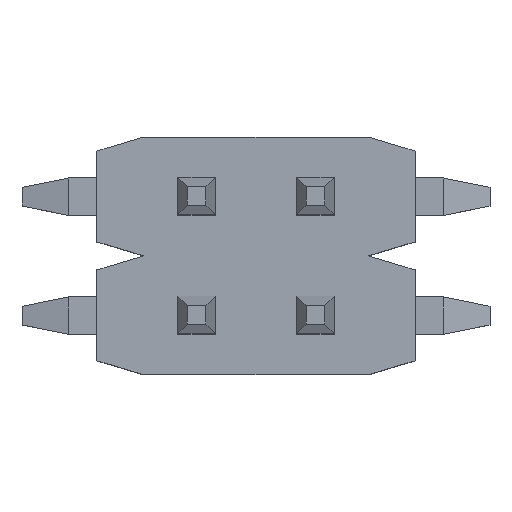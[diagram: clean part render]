
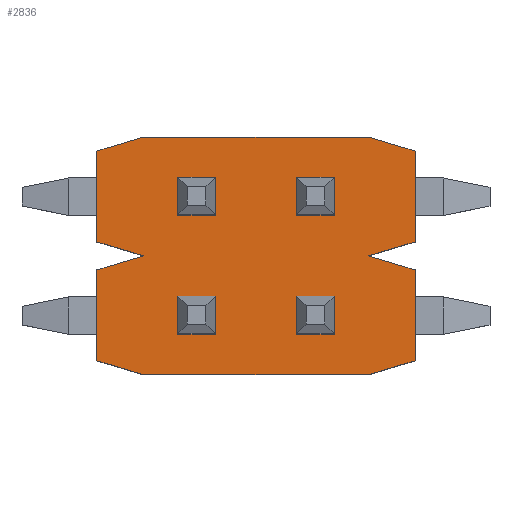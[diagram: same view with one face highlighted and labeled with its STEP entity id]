
A CAD part, top view. The second image highlights one B-rep face of the part: STEP entity #2836.
In plain terms, the highlighted planar face has unit normal (0, 0, 1).
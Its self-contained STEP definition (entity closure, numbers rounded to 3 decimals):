
#184=ORIENTED_EDGE('',*,*,#732,.T.);
#185=ORIENTED_EDGE('',*,*,#733,.T.);
#186=ORIENTED_EDGE('',*,*,#734,.T.);
#187=ORIENTED_EDGE('',*,*,#735,.T.);
#188=ORIENTED_EDGE('',*,*,#736,.T.);
#189=ORIENTED_EDGE('',*,*,#737,.T.);
#190=ORIENTED_EDGE('',*,*,#738,.T.);
#191=ORIENTED_EDGE('',*,*,#739,.T.);
#192=ORIENTED_EDGE('',*,*,#740,.T.);
#193=ORIENTED_EDGE('',*,*,#693,.T.);
#194=ORIENTED_EDGE('',*,*,#730,.T.);
#195=ORIENTED_EDGE('',*,*,#708,.T.);
#196=ORIENTED_EDGE('',*,*,#726,.F.);
#197=ORIENTED_EDGE('',*,*,#715,.T.);
#198=ORIENTED_EDGE('',*,*,#712,.T.);
#199=ORIENTED_EDGE('',*,*,#723,.F.);
#200=ORIENTED_EDGE('',*,*,#719,.T.);
#201=ORIENTED_EDGE('',*,*,#729,.F.);
#202=ORIENTED_EDGE('',*,*,#704,.T.);
#203=ORIENTED_EDGE('',*,*,#741,.T.);
#204=ORIENTED_EDGE('',*,*,#697,.T.);
#205=ORIENTED_EDGE('',*,*,#701,.T.);
#206=ORIENTED_EDGE('',*,*,#742,.T.);
#207=ORIENTED_EDGE('',*,*,#743,.T.);
#208=ORIENTED_EDGE('',*,*,#744,.T.);
#209=ORIENTED_EDGE('',*,*,#745,.T.);
#210=ORIENTED_EDGE('',*,*,#746,.T.);
#211=ORIENTED_EDGE('',*,*,#747,.T.);
#212=ORIENTED_EDGE('',*,*,#748,.T.);
#213=ORIENTED_EDGE('',*,*,#749,.T.);
#693=EDGE_CURVE('',#968,#966,#1163,.T.);
#697=EDGE_CURVE('',#972,#971,#1167,.T.);
#701=EDGE_CURVE('',#971,#975,#1171,.T.);
#704=EDGE_CURVE('',#978,#977,#1174,.T.);
#708=EDGE_CURVE('',#982,#981,#1178,.T.);
#712=EDGE_CURVE('',#986,#984,#1182,.T.);
#715=EDGE_CURVE('',#988,#986,#1185,.T.);
#719=EDGE_CURVE('',#992,#991,#1189,.T.);
#723=EDGE_CURVE('',#992,#984,#1193,.T.);
#726=EDGE_CURVE('',#988,#981,#1196,.T.);
#729=EDGE_CURVE('',#978,#991,#1199,.T.);
#730=EDGE_CURVE('',#966,#982,#1200,.T.);
#732=EDGE_CURVE('',#994,#995,#1202,.T.);
#733=EDGE_CURVE('',#995,#996,#1203,.T.);
#734=EDGE_CURVE('',#996,#997,#1204,.T.);
#735=EDGE_CURVE('',#997,#994,#1205,.T.);
#736=EDGE_CURVE('',#998,#999,#1206,.T.);
#737=EDGE_CURVE('',#999,#1000,#1207,.T.);
#738=EDGE_CURVE('',#1000,#1001,#1208,.T.);
#739=EDGE_CURVE('',#1001,#998,#1209,.T.);
#740=EDGE_CURVE('',#975,#968,#1210,.T.);
#741=EDGE_CURVE('',#977,#972,#1211,.T.);
#742=EDGE_CURVE('',#1002,#1003,#1212,.T.);
#743=EDGE_CURVE('',#1003,#1004,#1213,.T.);
#744=EDGE_CURVE('',#1004,#1005,#1214,.T.);
#745=EDGE_CURVE('',#1005,#1002,#1215,.T.);
#746=EDGE_CURVE('',#1006,#1007,#1216,.T.);
#747=EDGE_CURVE('',#1007,#1008,#1217,.T.);
#748=EDGE_CURVE('',#1008,#1009,#1218,.T.);
#749=EDGE_CURVE('',#1009,#1006,#1219,.T.);
#966=VERTEX_POINT('',#3737);
#968=VERTEX_POINT('',#3740);
#971=VERTEX_POINT('',#3747);
#972=VERTEX_POINT('',#3749);
#975=VERTEX_POINT('',#3756);
#977=VERTEX_POINT('',#3762);
#978=VERTEX_POINT('',#3764);
#981=VERTEX_POINT('',#3771);
#982=VERTEX_POINT('',#3773);
#984=VERTEX_POINT('',#3779);
#986=VERTEX_POINT('',#3782);
#988=VERTEX_POINT('',#3788);
#991=VERTEX_POINT('',#3795);
#992=VERTEX_POINT('',#3797);
#994=VERTEX_POINT('',#3817);
#995=VERTEX_POINT('',#3818);
#996=VERTEX_POINT('',#3820);
#997=VERTEX_POINT('',#3822);
#998=VERTEX_POINT('',#3825);
#999=VERTEX_POINT('',#3826);
#1000=VERTEX_POINT('',#3828);
#1001=VERTEX_POINT('',#3830);
#1002=VERTEX_POINT('',#3835);
#1003=VERTEX_POINT('',#3836);
#1004=VERTEX_POINT('',#3838);
#1005=VERTEX_POINT('',#3840);
#1006=VERTEX_POINT('',#3843);
#1007=VERTEX_POINT('',#3844);
#1008=VERTEX_POINT('',#3846);
#1009=VERTEX_POINT('',#3848);
#1163=LINE('',#3739,#1437);
#1167=LINE('',#3748,#1441);
#1171=LINE('',#3757,#1445);
#1174=LINE('',#3763,#1448);
#1178=LINE('',#3772,#1452);
#1182=LINE('',#3781,#1456);
#1185=LINE('',#3787,#1459);
#1189=LINE('',#3796,#1463);
#1193=LINE('',#3803,#1467);
#1196=LINE('',#3807,#1470);
#1199=LINE('',#3811,#1473);
#1200=LINE('',#3813,#1474);
#1202=LINE('',#3816,#1476);
#1203=LINE('',#3819,#1477);
#1204=LINE('',#3821,#1478);
#1205=LINE('',#3823,#1479);
#1206=LINE('',#3824,#1480);
#1207=LINE('',#3827,#1481);
#1208=LINE('',#3829,#1482);
#1209=LINE('',#3831,#1483);
#1210=LINE('',#3832,#1484);
#1211=LINE('',#3833,#1485);
#1212=LINE('',#3834,#1486);
#1213=LINE('',#3837,#1487);
#1214=LINE('',#3839,#1488);
#1215=LINE('',#3841,#1489);
#1216=LINE('',#3842,#1490);
#1217=LINE('',#3845,#1491);
#1218=LINE('',#3847,#1492);
#1219=LINE('',#3849,#1493);
#1437=VECTOR('',#3165,1000.);
#1441=VECTOR('',#3171,1000.);
#1445=VECTOR('',#3177,1000.);
#1448=VECTOR('',#3182,1000.);
#1452=VECTOR('',#3188,1000.);
#1456=VECTOR('',#3194,1000.);
#1459=VECTOR('',#3199,1000.);
#1463=VECTOR('',#3205,1000.);
#1467=VECTOR('',#3211,1000.);
#1470=VECTOR('',#3216,1000.);
#1473=VECTOR('',#3221,1000.);
#1474=VECTOR('',#3224,1000.);
#1476=VECTOR('',#3228,1000.);
#1477=VECTOR('',#3229,1000.);
#1478=VECTOR('',#3230,1000.);
#1479=VECTOR('',#3231,1000.);
#1480=VECTOR('',#3232,1000.);
#1481=VECTOR('',#3233,1000.);
#1482=VECTOR('',#3234,1000.);
#1483=VECTOR('',#3235,1000.);
#1484=VECTOR('',#3236,1000.);
#1485=VECTOR('',#3237,1000.);
#1486=VECTOR('',#3238,1000.);
#1487=VECTOR('',#3239,1000.);
#1488=VECTOR('',#3240,1000.);
#1489=VECTOR('',#3241,1000.);
#1490=VECTOR('',#3242,1000.);
#1491=VECTOR('',#3243,1000.);
#1492=VECTOR('',#3244,1000.);
#1493=VECTOR('',#3245,1000.);
#1674=EDGE_LOOP('',(#184,#185,#186,#187));
#1675=EDGE_LOOP('',(#188,#189,#190,#191));
#1676=EDGE_LOOP('',(#192,#193,#194,#195,#196,#197,#198,#199,#200,#201,#202,
#203,#204,#205));
#1677=EDGE_LOOP('',(#206,#207,#208,#209));
#1678=EDGE_LOOP('',(#210,#211,#212,#213));
#1794=FACE_BOUND('',#1674,.T.);
#1795=FACE_BOUND('',#1675,.T.);
#1796=FACE_BOUND('',#1676,.T.);
#1797=FACE_BOUND('',#1677,.T.);
#1798=FACE_BOUND('',#1678,.T.);
#1914=PLANE('',#2959);
#2836=ADVANCED_FACE('',(#1794,#1795,#1796,#1797,#1798),#1914,.T.);
#2959=AXIS2_PLACEMENT_3D('',#3815,#3226,#3227);
#3165=DIRECTION('',(0.287,0.958,0.));
#3171=DIRECTION('',(0.287,0.958,0.));
#3177=DIRECTION('',(0.287,-0.958,0.));
#3182=DIRECTION('',(0.287,-0.958,0.));
#3188=DIRECTION('',(-0.287,0.958,0.));
#3194=DIRECTION('',(-0.287,0.958,0.));
#3199=DIRECTION('',(-0.287,-0.958,0.));
#3205=DIRECTION('',(-0.287,-0.958,0.));
#3211=DIRECTION('',(1.,0.,0.));
#3216=DIRECTION('',(1.,0.,0.));
#3221=DIRECTION('',(0.,1.,0.));
#3224=DIRECTION('',(0.,1.,0.));
#3226=DIRECTION('',(0.,0.,1.));
#3227=DIRECTION('',(1.,0.,0.));
#3228=DIRECTION('',(0.,-1.,0.));
#3229=DIRECTION('',(-1.,0.,0.));
#3230=DIRECTION('',(0.,1.,0.));
#3231=DIRECTION('',(1.,0.,0.));
#3232=DIRECTION('',(0.,-1.,0.));
#3233=DIRECTION('',(-1.,0.,0.));
#3234=DIRECTION('',(0.,1.,0.));
#3235=DIRECTION('',(1.,0.,0.));
#3236=DIRECTION('',(1.,0.,0.));
#3237=DIRECTION('',(1.,0.,0.));
#3238=DIRECTION('',(-1.,0.,0.));
#3239=DIRECTION('',(0.,1.,0.));
#3240=DIRECTION('',(1.,0.,0.));
#3241=DIRECTION('',(0.,-1.,0.));
#3242=DIRECTION('',(-1.,0.,0.));
#3243=DIRECTION('',(0.,1.,0.));
#3244=DIRECTION('',(1.,0.,0.));
#3245=DIRECTION('',(0.,-1.,0.));
#3737=CARTESIAN_POINT('',(1.27,-1.2,0.75));
#3739=CARTESIAN_POINT('',(1.12,-1.7,0.75));
#3740=CARTESIAN_POINT('',(1.12,-1.7,0.75));
#3747=CARTESIAN_POINT('',(0.,-1.2,0.75));
#3748=CARTESIAN_POINT('',(-0.15,-1.7,0.75));
#3749=CARTESIAN_POINT('',(-0.15,-1.7,0.75));
#3756=CARTESIAN_POINT('',(0.15,-1.7,0.75));
#3757=CARTESIAN_POINT('',(0.,-1.2,0.75));
#3762=CARTESIAN_POINT('',(-1.12,-1.7,0.75));
#3763=CARTESIAN_POINT('',(-1.27,-1.2,0.75));
#3764=CARTESIAN_POINT('',(-1.27,-1.2,0.75));
#3771=CARTESIAN_POINT('',(1.12,1.7,0.75));
#3772=CARTESIAN_POINT('',(1.12,1.7,0.75));
#3773=CARTESIAN_POINT('',(1.27,1.2,0.75));
#3779=CARTESIAN_POINT('',(-0.15,1.7,0.75));
#3781=CARTESIAN_POINT('',(-0.15,1.7,0.75));
#3782=CARTESIAN_POINT('',(0.,1.2,0.75));
#3787=CARTESIAN_POINT('',(0.15,1.7,0.75));
#3788=CARTESIAN_POINT('',(0.15,1.7,0.75));
#3795=CARTESIAN_POINT('',(-1.27,1.2,0.75));
#3796=CARTESIAN_POINT('',(-1.12,1.7,0.75));
#3797=CARTESIAN_POINT('',(-1.12,1.7,0.75));
#3803=CARTESIAN_POINT('',(-1.27,1.7,0.75));
#3807=CARTESIAN_POINT('',(-1.27,1.7,0.75));
#3811=CARTESIAN_POINT('',(-1.27,-1.7,0.75));
#3813=CARTESIAN_POINT('',(1.27,-1.7,0.75));
#3815=CARTESIAN_POINT('',(-1.27,-1.7,0.75));
#3816=CARTESIAN_POINT('',(0.835,-0.435,0.75));
#3817=CARTESIAN_POINT('',(0.835,-0.435,0.75));
#3818=CARTESIAN_POINT('',(0.835,-0.835,0.75));
#3819=CARTESIAN_POINT('',(0.835,-0.835,0.75));
#3820=CARTESIAN_POINT('',(0.435,-0.835,0.75));
#3821=CARTESIAN_POINT('',(0.435,-0.835,0.75));
#3822=CARTESIAN_POINT('',(0.435,-0.435,0.75));
#3823=CARTESIAN_POINT('',(0.435,-0.435,0.75));
#3824=CARTESIAN_POINT('',(-0.435,-0.435,0.75));
#3825=CARTESIAN_POINT('',(-0.435,-0.435,0.75));
#3826=CARTESIAN_POINT('',(-0.435,-0.835,0.75));
#3827=CARTESIAN_POINT('',(-0.435,-0.835,0.75));
#3828=CARTESIAN_POINT('',(-0.835,-0.835,0.75));
#3829=CARTESIAN_POINT('',(-0.835,-0.835,0.75));
#3830=CARTESIAN_POINT('',(-0.835,-0.435,0.75));
#3831=CARTESIAN_POINT('',(-0.835,-0.435,0.75));
#3832=CARTESIAN_POINT('',(-1.27,-1.7,0.75));
#3833=CARTESIAN_POINT('',(-1.27,-1.7,0.75));
#3834=CARTESIAN_POINT('',(-0.435,0.435,0.75));
#3835=CARTESIAN_POINT('',(-0.435,0.435,0.75));
#3836=CARTESIAN_POINT('',(-0.835,0.435,0.75));
#3837=CARTESIAN_POINT('',(-0.835,0.435,0.75));
#3838=CARTESIAN_POINT('',(-0.835,0.835,0.75));
#3839=CARTESIAN_POINT('',(-0.835,0.835,0.75));
#3840=CARTESIAN_POINT('',(-0.435,0.835,0.75));
#3841=CARTESIAN_POINT('',(-0.435,0.835,0.75));
#3842=CARTESIAN_POINT('',(0.835,0.435,0.75));
#3843=CARTESIAN_POINT('',(0.835,0.435,0.75));
#3844=CARTESIAN_POINT('',(0.435,0.435,0.75));
#3845=CARTESIAN_POINT('',(0.435,0.435,0.75));
#3846=CARTESIAN_POINT('',(0.435,0.835,0.75));
#3847=CARTESIAN_POINT('',(0.435,0.835,0.75));
#3848=CARTESIAN_POINT('',(0.835,0.835,0.75));
#3849=CARTESIAN_POINT('',(0.835,0.835,0.75));
